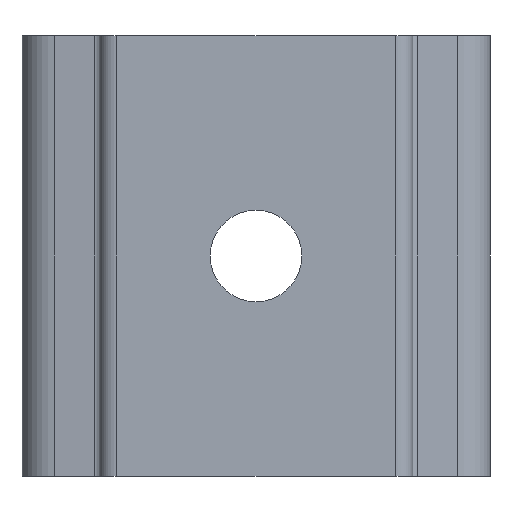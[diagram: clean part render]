
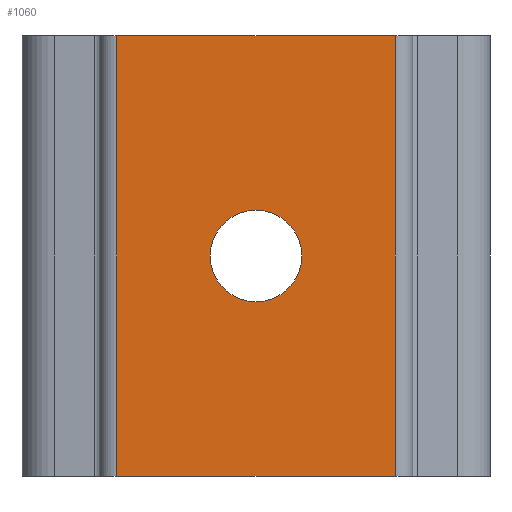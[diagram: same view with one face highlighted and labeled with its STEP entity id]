
A CAD part, front view. The second image highlights one B-rep face of the part: STEP entity #1060.
In plain terms, the highlighted planar face has unit normal (0, -1, 0).
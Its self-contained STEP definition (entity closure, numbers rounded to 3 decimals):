
#1=DIRECTION('',(-1.,0.,0.));
#2=VECTOR('',#1,15.817);
#3=CARTESIAN_POINT('',(7.909,0.,-12.5));
#4=LINE('',#3,#2);
#5=DIRECTION('',(1.,0.,0.));
#6=VECTOR('',#5,15.817);
#7=CARTESIAN_POINT('',(-7.909,0.,12.5));
#8=LINE('',#7,#6);
#9=CARTESIAN_POINT('',(0.,0.,0.));
#10=DIRECTION('',(0.,-1.,0.));
#11=DIRECTION('',(1.,0.,0.));
#12=AXIS2_PLACEMENT_3D('',#9,#10,#11);
#14=CARTESIAN_POINT('',(0.,0.,0.));
#15=DIRECTION('',(0.,-1.,0.));
#16=DIRECTION('',(-1.,0.,0.));
#17=AXIS2_PLACEMENT_3D('',#14,#15,#16);
#19=DIRECTION('',(0.,0.,1.));
#20=VECTOR('',#19,25.);
#21=CARTESIAN_POINT('',(7.909,0.,-12.5));
#22=LINE('',#21,#20);
#97=DIRECTION('',(0.,0.,1.));
#98=VECTOR('',#97,25.);
#99=CARTESIAN_POINT('',(-7.909,0.,-12.5));
#100=LINE('',#99,#98);
#877=CARTESIAN_POINT('',(-7.909,0.,12.5));
#878=CARTESIAN_POINT('',(7.909,0.,12.5));
#879=VERTEX_POINT('',#877);
#880=VERTEX_POINT('',#878);
#881=CARTESIAN_POINT('',(7.909,0.,-12.5));
#882=CARTESIAN_POINT('',(-7.909,0.,-12.5));
#883=VERTEX_POINT('',#881);
#884=VERTEX_POINT('',#882);
#893=CARTESIAN_POINT('',(2.6,0.,0.));
#894=CARTESIAN_POINT('',(-2.6,0.,0.));
#895=VERTEX_POINT('',#893);
#896=VERTEX_POINT('',#894);
#1039=CARTESIAN_POINT('',(0.,0.,0.));
#1040=DIRECTION('',(0.,1.,0.));
#1041=DIRECTION('',(1.,0.,0.));
#1042=AXIS2_PLACEMENT_3D('',#1039,#1040,#1041);
#1043=PLANE('',#1042);
#1045=ORIENTED_EDGE('',*,*,#1044,.F.);
#1047=ORIENTED_EDGE('',*,*,#1046,.T.);
#1049=ORIENTED_EDGE('',*,*,#1048,.T.);
#1051=ORIENTED_EDGE('',*,*,#1050,.T.);
#1052=EDGE_LOOP('',(#1045,#1047,#1049,#1051));
#1053=FACE_OUTER_BOUND('',#1052,.F.);
#1055=ORIENTED_EDGE('',*,*,#1054,.T.);
#1057=ORIENTED_EDGE('',*,*,#1056,.T.);
#1058=EDGE_LOOP('',(#1055,#1057));
#1059=FACE_BOUND('',#1058,.F.);
#1060=ADVANCED_FACE('',(#1053,#1059),#1043,.F.);
#13=CIRCLE('',#12,2.6);
#18=CIRCLE('',#17,2.6);
#1044=EDGE_CURVE('',#883,#880,#22,.T.);
#1046=EDGE_CURVE('',#883,#884,#4,.T.);
#1048=EDGE_CURVE('',#884,#879,#100,.T.);
#1050=EDGE_CURVE('',#879,#880,#8,.T.);
#1054=EDGE_CURVE('',#895,#896,#13,.T.);
#1056=EDGE_CURVE('',#896,#895,#18,.T.);
